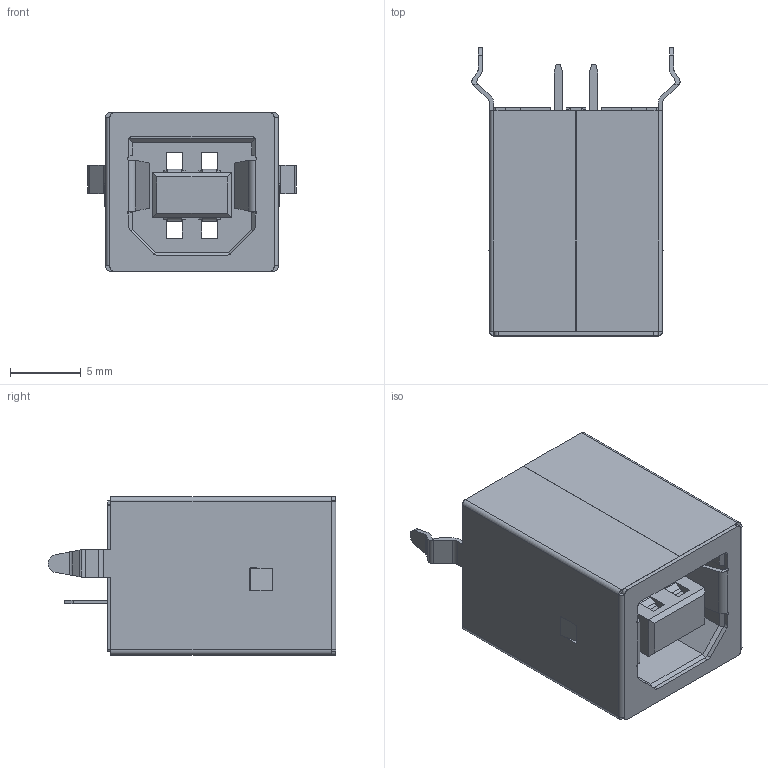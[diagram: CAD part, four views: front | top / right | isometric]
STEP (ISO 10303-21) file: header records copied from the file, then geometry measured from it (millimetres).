
FILE_DESCRIPTION (( 'STEP AP214' ), '1' );
FILE_NAME ('USB-B-Vertical.step', '2020-12-26T15:14:18', ( 'andrei' ), ( '' ), 'SwSTEP 2.0', 'SolidWorks 2020', '' );
FILE_SCHEMA (( 'AUTOMOTIVE_DESIGN' ));
Length unit declared in the file: millimetre
Products named in the file (7): DEFAULT-2.STEP; User Library-IGS-61400413321-rev1.STEP; DEFAULT-0.STEP; DEFAULT-3.STEP; USB-B-Vertical; DEFAULT-1.STEP; DEFAULT.STEP
Assembly tree (8 placements, depth 4):
  USB-B-Vertical
    User Library-IGS-61400413321-rev1.STEP
      DEFAULT.STEP
        DEFAULT-0.STEP
        DEFAULT-1.STEP  x2
        DEFAULT-2.STEP  x2
        DEFAULT-3.STEP
Bounding box: 14.7 x 20.32 x 11.2 mm (x, y, z)
Volume: 1353.4 mm3; surface area: 3791.1 mm2
Topology: 6 solids, 6 shells, 587 faces, 1633 edges, 1054 vertices
Faces by surface type: plane 478, cylinder 109
Entity records: 15871 total; most frequent: CARTESIAN_POINT 2767, ORIENTED_EDGE 2618, DIRECTION 2363, EDGE_CURVE 1309, LINE 1127, VECTOR 1127, VERTEX_POINT 846, AXIS2_PLACEMENT_3D 618
